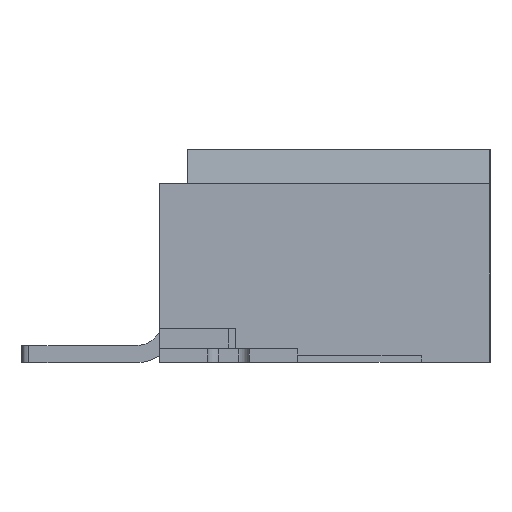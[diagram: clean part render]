
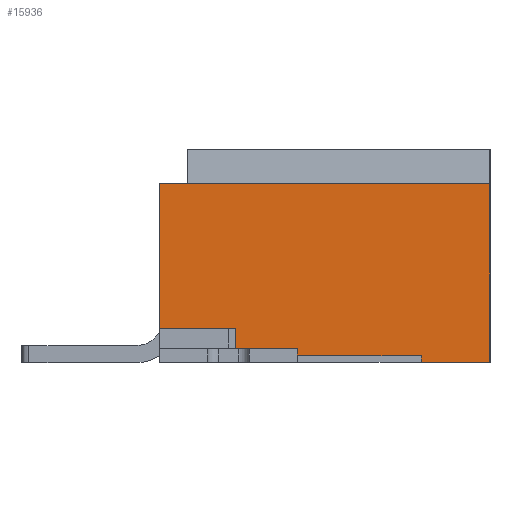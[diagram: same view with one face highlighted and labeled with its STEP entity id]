
A CAD part, left-side view. The second image highlights one B-rep face of the part: STEP entity #15936.
In plain terms, the highlighted planar face has unit normal (-1, 0, 0).
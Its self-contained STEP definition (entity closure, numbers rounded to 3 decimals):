
#2094=ORIENTED_EDGE('',*,*,#6347,.F.);
#2095=ORIENTED_EDGE('',*,*,#6348,.T.);
#2096=ORIENTED_EDGE('',*,*,#6349,.T.);
#2097=ORIENTED_EDGE('',*,*,#6350,.T.);
#2098=ORIENTED_EDGE('',*,*,#6351,.F.);
#2099=ORIENTED_EDGE('',*,*,#6352,.F.);
#2100=ORIENTED_EDGE('',*,*,#6353,.T.);
#2101=ORIENTED_EDGE('',*,*,#6354,.T.);
#2102=ORIENTED_EDGE('',*,*,#6355,.T.);
#6347=EDGE_CURVE('',#8420,#8421,#10190,.T.);
#6348=EDGE_CURVE('',#8420,#8422,#10191,.T.);
#6349=EDGE_CURVE('',#8422,#8423,#10192,.T.);
#6350=EDGE_CURVE('',#8423,#8424,#10193,.T.);
#6351=EDGE_CURVE('',#8425,#8424,#10194,.T.);
#6352=EDGE_CURVE('',#8426,#8425,#10195,.T.);
#6353=EDGE_CURVE('',#8426,#7633,#10196,.T.);
#6354=EDGE_CURVE('',#7633,#8427,#10197,.T.);
#6355=EDGE_CURVE('',#8427,#8421,#10198,.T.);
#7633=VERTEX_POINT('',#22057);
#8420=VERTEX_POINT('',#24130);
#8421=VERTEX_POINT('',#24131);
#8422=VERTEX_POINT('',#24133);
#8423=VERTEX_POINT('',#24135);
#8424=VERTEX_POINT('',#24137);
#8425=VERTEX_POINT('',#24139);
#8426=VERTEX_POINT('',#24141);
#8427=VERTEX_POINT('',#24144);
#10190=LINE('',#24129,#12438);
#10191=LINE('',#24132,#12439);
#10192=LINE('',#24134,#12440);
#10193=LINE('',#24136,#12441);
#10194=LINE('',#24138,#12442);
#10195=LINE('',#24140,#12443);
#10196=LINE('',#24142,#12444);
#10197=LINE('',#24143,#12445);
#10198=LINE('',#24145,#12446);
#12438=VECTOR('',#19277,1000.);
#12439=VECTOR('',#19278,1000.);
#12440=VECTOR('',#19279,1000.);
#12441=VECTOR('',#19280,1000.);
#12442=VECTOR('',#19281,1000.);
#12443=VECTOR('',#19282,1000.);
#12444=VECTOR('',#19283,1000.);
#12445=VECTOR('',#19284,1000.);
#12446=VECTOR('',#19285,1000.);
#13643=EDGE_LOOP('',(#2094,#2095,#2096,#2097,#2098,#2099,#2100,#2101,#2102));
#14426=FACE_BOUND('',#13643,.T.);
#15182=PLANE('',#16823);
#15936=ADVANCED_FACE('',(#14426),#15182,.F.);
#16823=AXIS2_PLACEMENT_3D('',#24128,#19275,#19276);
#19275=DIRECTION('',(1.,0.,0.));
#19276=DIRECTION('',(0.,0.,-1.));
#19277=DIRECTION('',(0.,1.,0.));
#19278=DIRECTION('',(0.,0.,-1.));
#19279=DIRECTION('',(0.,-1.,0.));
#19280=DIRECTION('',(0.,0.,-1.));
#19281=DIRECTION('',(0.,1.,0.));
#19282=DIRECTION('',(0.,0.,-1.));
#19283=DIRECTION('',(0.,1.,0.));
#19284=DIRECTION('',(0.,1.,0.));
#19285=DIRECTION('',(0.,0.,-1.));
#22057=CARTESIAN_POINT('',(-14.9,2.,1.05));
#24128=CARTESIAN_POINT('',(-14.9,-2.4,1.05));
#24129=CARTESIAN_POINT('',(-14.9,1.3,-1.05));
#24130=CARTESIAN_POINT('',(-14.9,1.3,-1.05));
#24131=CARTESIAN_POINT('',(-14.9,2.4,-1.05));
#24132=CARTESIAN_POINT('',(-14.9,1.3,-1.05));
#24133=CARTESIAN_POINT('',(-14.9,1.3,-1.45));
#24134=CARTESIAN_POINT('',(-14.9,2.4,-1.45));
#24135=CARTESIAN_POINT('',(-14.9,-1.4,-1.45));
#24136=CARTESIAN_POINT('',(-14.9,-1.4,-1.45));
#24137=CARTESIAN_POINT('',(-14.9,-1.4,-1.55));
#24138=CARTESIAN_POINT('',(-14.9,-2.4,-1.55));
#24139=CARTESIAN_POINT('',(-14.9,-2.4,-1.55));
#24140=CARTESIAN_POINT('',(-14.9,-2.4,1.05));
#24141=CARTESIAN_POINT('',(-14.9,-2.4,1.05));
#24142=CARTESIAN_POINT('',(-14.9,-2.4,1.05));
#24143=CARTESIAN_POINT('',(-14.9,2.,1.05));
#24144=CARTESIAN_POINT('',(-14.9,2.4,1.05));
#24145=CARTESIAN_POINT('',(-14.9,2.4,1.05));
